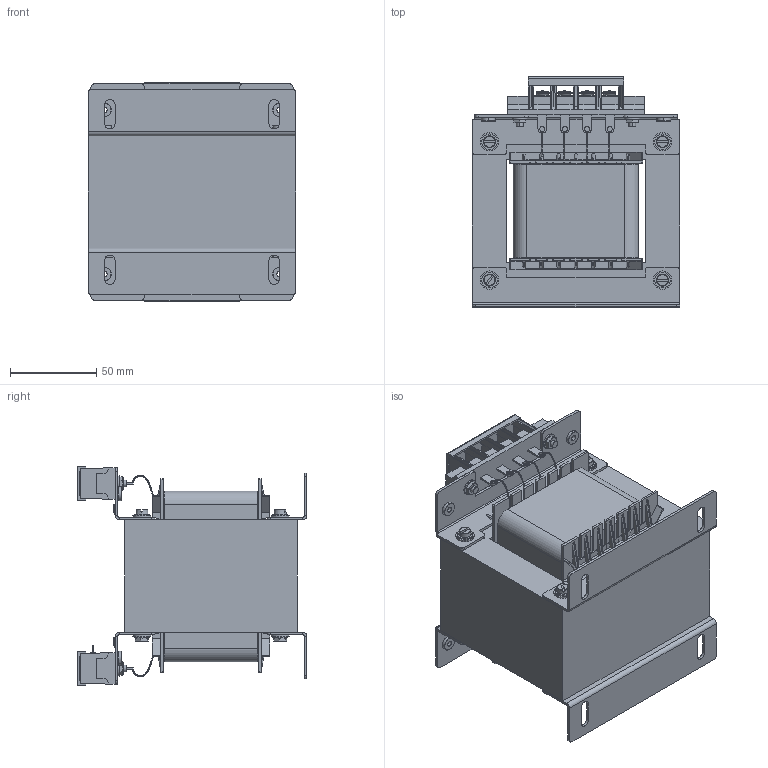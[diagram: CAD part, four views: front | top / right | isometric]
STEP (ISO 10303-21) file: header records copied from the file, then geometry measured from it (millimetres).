
FILE_DESCRIPTION (( 'STEP AP214' ), '1' );
FILE_NAME ('9207 STEP.STEP', '2025-04-11T08:24:07', ( '' ), ( '' ), 'SwSTEP 2.0', 'SolidWorks 2022', '' );
FILE_SCHEMA (( 'AUTOMOTIVE_DESIGN' ));
Length unit declared in the file: millimetre
Products named in the file (1): 9207 STEP
Bounding box: 120 x 133 x 126.99 mm (x, y, z)
Volume: 944042.3 mm3; surface area: 242559.1 mm2
Topology: 65 solids, 65 shells, 3198 faces, 8147 edges, 5102 vertices
Faces by surface type: plane 2014, cylinder 686, bspline 194, torus 160, cone 144
Entity records: 141501 total; most frequent: CARTESIAN_POINT 30396, ORIENTED_EDGE 16230, DIRECTION 14429, EDGE_CURVE 8115, VECTOR 5435, LINE 5435, VERTEX_POINT 5102, AXIS2_PLACEMENT_3D 4497
